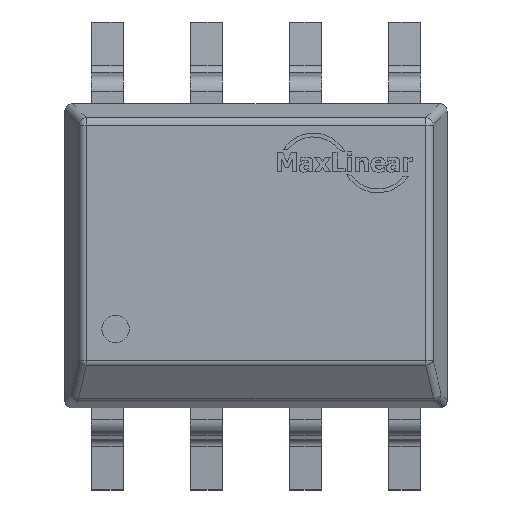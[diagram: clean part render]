
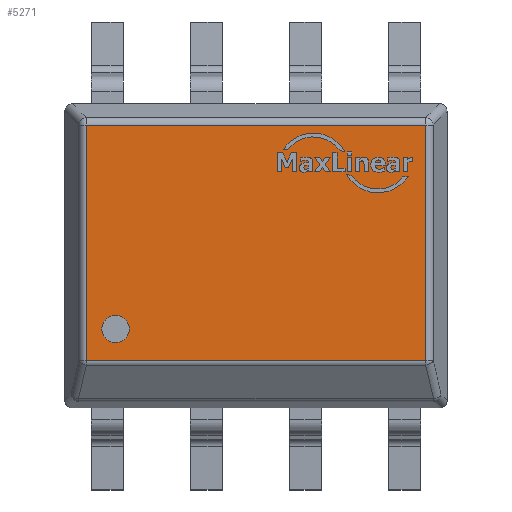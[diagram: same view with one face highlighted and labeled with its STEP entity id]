
A CAD part, top view. The second image highlights one B-rep face of the part: STEP entity #5271.
In plain terms, the highlighted planar face has unit normal (0, 0, 1).
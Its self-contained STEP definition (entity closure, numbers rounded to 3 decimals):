
#227=PLANE('',#5663);
#456=LINE('',#7443,#1016);
#458=LINE('',#7453,#1018);
#462=LINE('',#7469,#1022);
#466=LINE('',#7475,#1026);
#1016=VECTOR('',#6089,3.019);
#1018=VECTOR('',#6101,4.353);
#1022=VECTOR('',#6119,3.019);
#1026=VECTOR('',#6127,4.353);
#1662=FACE_OUTER_BOUND('',#1977,.T.);
#1977=EDGE_LOOP('',(#3830,#3831,#3832,#3833));
#2395=VERTEX_POINT('',#7412);
#2402=VERTEX_POINT('',#7433);
#2404=VERTEX_POINT('',#7445);
#2409=VERTEX_POINT('',#7461);
#2925=EDGE_CURVE('',#2395,#2402,#456,.T.);
#2930=EDGE_CURVE('',#2404,#2395,#458,.T.);
#2938=EDGE_CURVE('',#2409,#2404,#462,.T.);
#2942=EDGE_CURVE('',#2402,#2409,#466,.T.);
#3830=ORIENTED_EDGE('',*,*,#2925,.F.);
#3831=ORIENTED_EDGE('',*,*,#2930,.F.);
#3832=ORIENTED_EDGE('',*,*,#2938,.F.);
#3833=ORIENTED_EDGE('',*,*,#2942,.F.);
#5271=ADVANCED_FACE('',(#1662),#227,.T.);
#5663=AXIS2_PLACEMENT_3D('',#7545,#6211,#6212);
#6089=DIRECTION('',(0.,-1.,0.));
#6101=DIRECTION('',(1.,0.,0.));
#6119=DIRECTION('',(0.,1.,0.));
#6127=DIRECTION('',(-1.,0.,0.));
#6211=DIRECTION('center_axis',(0.,0.,1.));
#6212=DIRECTION('ref_axis',(1.,0.,0.));
#7412=CARTESIAN_POINT('',(2.176,1.676,1.575));
#7433=CARTESIAN_POINT('',(2.176,-1.342,1.575));
#7443=CARTESIAN_POINT('',(2.176,-0.488,1.575));
#7445=CARTESIAN_POINT('',(-2.176,1.676,1.575));
#7453=CARTESIAN_POINT('',(0.613,1.676,1.575));
#7461=CARTESIAN_POINT('',(-2.176,-1.342,1.575));
#7469=CARTESIAN_POINT('',(-2.176,0.487,1.575));
#7475=CARTESIAN_POINT('',(-0.306,-1.342,1.575));
#7545=CARTESIAN_POINT('Origin',(0.,0.,
1.575));
